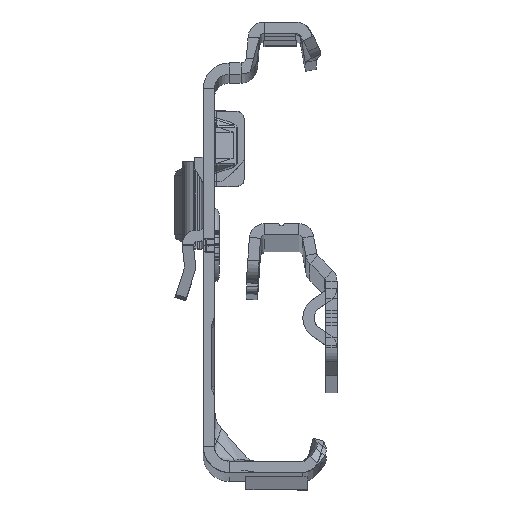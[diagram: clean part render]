
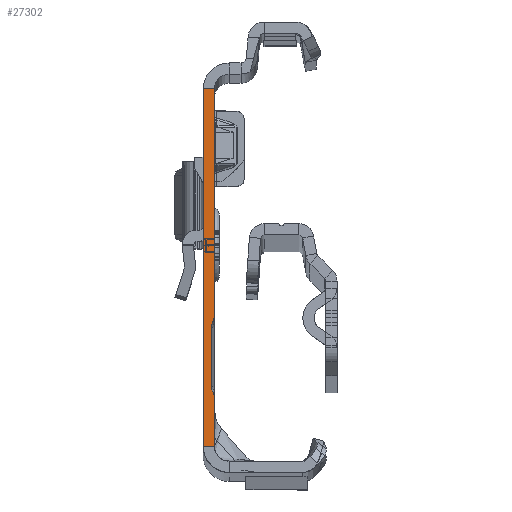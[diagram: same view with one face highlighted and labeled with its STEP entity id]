
A CAD part, top view. The second image highlights one B-rep face of the part: STEP entity #27302.
In plain terms, the highlighted planar face has unit normal (0, 0, 1).
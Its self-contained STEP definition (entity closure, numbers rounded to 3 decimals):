
#731 = ORIENTED_EDGE ( 'NONE', *, *, #3573, .F. ) ;
#814 = AXIS2_PLACEMENT_3D ( 'NONE', #23825, #19401, #25640 ) ;
#1441 = EDGE_CURVE ( 'NONE', #17053, #16189, #17018, .T. ) ;
#1446 = ORIENTED_EDGE ( 'NONE', *, *, #9342, .F. ) ;
#1725 = CARTESIAN_POINT ( 'NONE',  ( -0.4, -9.865, 0. ) ) ;
#2655 = PLANE ( 'NONE',  #814 ) ;
#2938 = FACE_OUTER_BOUND ( 'NONE', #10010, .T. ) ;
#2963 = CARTESIAN_POINT ( 'NONE',  ( -0.4, -17.865, 0. ) ) ;
#3336 = EDGE_CURVE ( 'NONE', #8583, #22379, #8757, .T. ) ;
#3531 = ORIENTED_EDGE ( 'NONE', *, *, #27112, .F. ) ;
#3573 = EDGE_CURVE ( 'NONE', #4312, #17053, #4201, .T. ) ;
#4176 = VERTEX_POINT ( 'NONE', #5527 ) ;
#4201 = LINE ( 'NONE', #25118, #16390 ) ;
#4227 = EDGE_CURVE ( 'NONE', #10523, #8583, #14182, .T. ) ;
#4312 = VERTEX_POINT ( 'NONE', #16443 ) ;
#5234 = CARTESIAN_POINT ( 'NONE',  ( 0., -25.865, 0. ) ) ;
#5287 = DIRECTION ( 'NONE',  ( 0., -1., 0. ) ) ;
#5394 = VERTEX_POINT ( 'NONE', #26651 ) ;
#5527 = CARTESIAN_POINT ( 'NONE',  ( -0.306, -9.443, 0. ) ) ;
#5866 = EDGE_CURVE ( 'NONE', #9104, #4176, #12478, .T. ) ;
#6090 = VECTOR ( 'NONE', #6641, 1000. ) ;
#6156 = CARTESIAN_POINT ( 'NONE',  ( -1.5, -25.865, 0. ) ) ;
#6563 = VECTOR ( 'NONE', #23680, 1000. ) ;
#6641 = DIRECTION ( 'NONE',  ( 0., -1., 0. ) ) ;
#7039 = DIRECTION ( 'NONE',  ( 0., 0., 1. ) ) ;
#7573 = DIRECTION ( 'NONE',  ( 0., 0., 1. ) ) ;
#8387 = VECTOR ( 'NONE', #25414, 1000. ) ;
#8581 = CARTESIAN_POINT ( 'NONE',  ( -2.5, -8.231, 0. ) ) ;
#8583 = VERTEX_POINT ( 'NONE', #17968 ) ;
#8693 = LINE ( 'NONE', #25648, #6090 ) ;
#8757 = LINE ( 'NONE', #25562, #20231 ) ;
#9095 = VERTEX_POINT ( 'NONE', #1725 ) ;
#9104 = VERTEX_POINT ( 'NONE', #20547 ) ;
#9189 = EDGE_CURVE ( 'NONE', #25434, #9104, #19866, .T. ) ;
#9342 = EDGE_CURVE ( 'NONE', #13157, #25434, #21929, .T. ) ;
#10010 = EDGE_LOOP ( 'NONE', ( #14326, #1446, #13098, #22102, #20081, #731, #3531, #12084, #21869, #14101, #24492, #21688 ) ) ;
#10523 = VERTEX_POINT ( 'NONE', #2963 ) ;
#10549 = CARTESIAN_POINT ( 'NONE',  ( -0.234, -9.288, 0. ) ) ;
#10600 = DIRECTION ( 'NONE',  ( 0., -1., 0. ) ) ;
#11184 = DIRECTION ( 'NONE',  ( -1., 0., 0. ) ) ;
#11889 = DIRECTION ( 'NONE',  ( 1., 0., 0. ) ) ;
#12084 = ORIENTED_EDGE ( 'NONE', *, *, #3336, .F. ) ;
#12184 = DIRECTION ( 'NONE',  ( 0., -1., 0. ) ) ;
#12289 = AXIS2_PLACEMENT_3D ( 'NONE', #18101, #7573, #16016 ) ;
#12369 = VECTOR ( 'NONE', #10600, 1000. ) ;
#12478 = LINE ( 'NONE', #10549, #8387 ) ;
#12664 = LINE ( 'NONE', #24693, #12369 ) ;
#13096 = CARTESIAN_POINT ( 'NONE',  ( 0., -25.865, 0. ) ) ;
#13098 = ORIENTED_EDGE ( 'NONE', *, *, #20779, .T. ) ;
#13127 = CARTESIAN_POINT ( 'NONE',  ( 0., 22.135, 0. ) ) ;
#13157 = VERTEX_POINT ( 'NONE', #13127 ) ;
#13923 = CARTESIAN_POINT ( 'NONE',  ( 0.6, -17.865, 0. ) ) ;
#13959 = DIRECTION ( 'NONE',  ( 0., 0., -1. ) ) ;
#14101 = ORIENTED_EDGE ( 'NONE', *, *, #17708, .F. ) ;
#14182 = CIRCLE ( 'NONE', #23529, 1. ) ;
#14326 = ORIENTED_EDGE ( 'NONE', *, *, #9189, .F. ) ;
#15750 = DIRECTION ( 'NONE',  ( 1., 0., 0. ) ) ;
#15913 = LINE ( 'NONE', #17453, #26863 ) ;
#16016 = DIRECTION ( 'NONE',  ( -1., 0., 0. ) ) ;
#16189 = VERTEX_POINT ( 'NONE', #6156 ) ;
#16390 = VECTOR ( 'NONE', #12184, 1000. ) ;
#16443 = CARTESIAN_POINT ( 'NONE',  ( 0., -19.499, 0. ) ) ;
#16453 = CARTESIAN_POINT ( 'NONE',  ( -0.234, -18.442, 0. ) ) ;
#16912 = DIRECTION ( 'NONE',  ( 0., 0., -1. ) ) ;
#17018 = LINE ( 'NONE', #13096, #6563 ) ;
#17050 = DIRECTION ( 'NONE',  ( -1., 0., 0. ) ) ;
#17053 = VERTEX_POINT ( 'NONE', #5234 ) ;
#17121 = EDGE_CURVE ( 'NONE', #4176, #9095, #25630, .T. ) ;
#17187 = VECTOR ( 'NONE', #5287, 1000. ) ;
#17453 = CARTESIAN_POINT ( 'NONE',  ( 0., 22.135, 0. ) ) ;
#17708 = EDGE_CURVE ( 'NONE', #9095, #10523, #12664, .T. ) ;
#17968 = CARTESIAN_POINT ( 'NONE',  ( -0.306, -18.288, 0. ) ) ;
#18101 = CARTESIAN_POINT ( 'NONE',  ( 0.6, -9.865, 0. ) ) ;
#18879 = AXIS2_PLACEMENT_3D ( 'NONE', #24818, #13959, #11889 ) ;
#19401 = DIRECTION ( 'NONE',  ( 0., 0., 1. ) ) ;
#19597 = DIRECTION ( 'NONE',  ( 0.423, -0.906, 0. ) ) ;
#19707 = CARTESIAN_POINT ( 'NONE',  ( 0., -8.231, 0. ) ) ;
#19866 = CIRCLE ( 'NONE', #22509, 2.5 ) ;
#20081 = ORIENTED_EDGE ( 'NONE', *, *, #1441, .F. ) ;
#20231 = VECTOR ( 'NONE', #19597, 1000. ) ;
#20547 = CARTESIAN_POINT ( 'NONE',  ( -0.234, -9.288, 0. ) ) ;
#20779 = EDGE_CURVE ( 'NONE', #13157, #5394, #15913, .T. ) ;
#21688 = ORIENTED_EDGE ( 'NONE', *, *, #5866, .F. ) ;
#21869 = ORIENTED_EDGE ( 'NONE', *, *, #4227, .F. ) ;
#21929 = LINE ( 'NONE', #24000, #17187 ) ;
#22102 = ORIENTED_EDGE ( 'NONE', *, *, #22116, .T. ) ;
#22116 = EDGE_CURVE ( 'NONE', #5394, #16189, #8693, .T. ) ;
#22379 = VERTEX_POINT ( 'NONE', #16453 ) ;
#22509 = AXIS2_PLACEMENT_3D ( 'NONE', #8581, #16912, #17050 ) ;
#23529 = AXIS2_PLACEMENT_3D ( 'NONE', #13923, #7039, #15750 ) ;
#23680 = DIRECTION ( 'NONE',  ( -1., 0., 0. ) ) ;
#23825 = CARTESIAN_POINT ( 'NONE',  ( -1.5, 24.135, 0. ) ) ;
#24000 = CARTESIAN_POINT ( 'NONE',  ( 0., 24.135, 0. ) ) ;
#24492 = ORIENTED_EDGE ( 'NONE', *, *, #17121, .F. ) ;
#24693 = CARTESIAN_POINT ( 'NONE',  ( -0.4, -9.865, 0. ) ) ;
#24818 = CARTESIAN_POINT ( 'NONE',  ( -2.5, -19.499, 0. ) ) ;
#25109 = CIRCLE ( 'NONE', #18879, 2.5 ) ;
#25118 = CARTESIAN_POINT ( 'NONE',  ( 0., 24.135, 0. ) ) ;
#25414 = DIRECTION ( 'NONE',  ( -0.423, -0.906, 0. ) ) ;
#25434 = VERTEX_POINT ( 'NONE', #19707 ) ;
#25562 = CARTESIAN_POINT ( 'NONE',  ( -0.234, -18.442, 0. ) ) ;
#25630 = CIRCLE ( 'NONE', #12289, 1. ) ;
#25640 = DIRECTION ( 'NONE',  ( 0., -1., 0. ) ) ;
#25648 = CARTESIAN_POINT ( 'NONE',  ( -1.5, 24.135, 0. ) ) ;
#26651 = CARTESIAN_POINT ( 'NONE',  ( -1.5, 22.135, 0. ) ) ;
#26863 = VECTOR ( 'NONE', #11184, 1000. ) ;
#27112 = EDGE_CURVE ( 'NONE', #22379, #4312, #25109, .T. ) ;
#27302 = ADVANCED_FACE ( 'NONE', ( #2938 ), #2655, .T. ) ;
